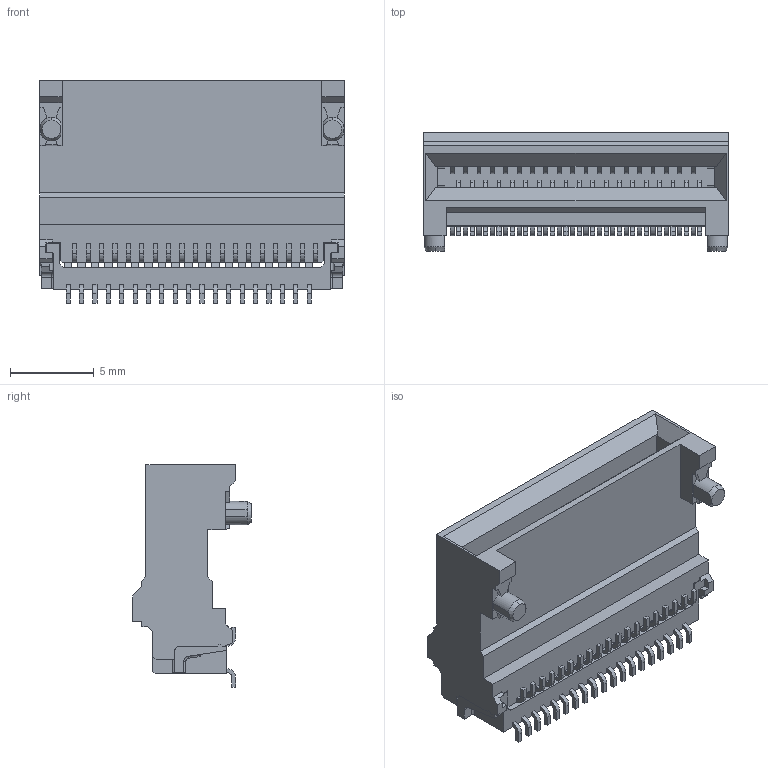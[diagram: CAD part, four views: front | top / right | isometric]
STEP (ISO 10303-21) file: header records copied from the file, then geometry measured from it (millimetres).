
FILE_DESCRIPTION(('STEP AP242'),'1');
FILE_NAME('1551920-2.stp','2022-07-15T15:05:44',('TraceParts'),('TraceParts S.A.'),'Spatial InterOp 3D',' ',' ');
FILE_SCHEMA(('AP242_MANAGED_MODEL_BASED_3D_ENGINEERING_MIM_LF {1 0 10303 442 1 1 4}'));
Length unit declared in the file: millimetre
Products named in the file (1): 1551920-2
Bounding box: 18.2 x 7.1 x 13.31 mm (x, y, z)
Volume: 688.2 mm3; surface area: 1377.7 mm2
Topology: 1 solids, 1 shells, 1200 faces, 3371 edges, 2238 vertices
Faces by surface type: plane 911, cylinder 281, cone 6, torus 2
Entity records: 55498 total; most frequent: CARTESIAN_POINT 6886, ORIENTED_EDGE 6742, DIRECTION 6337, STYLED_ITEM 3372, PRESENTATION_STYLE_ASSIGNMENT 3372, COLOUR_RGB 3372, EDGE_CURVE 3371, CURVE_STYLE 3371
